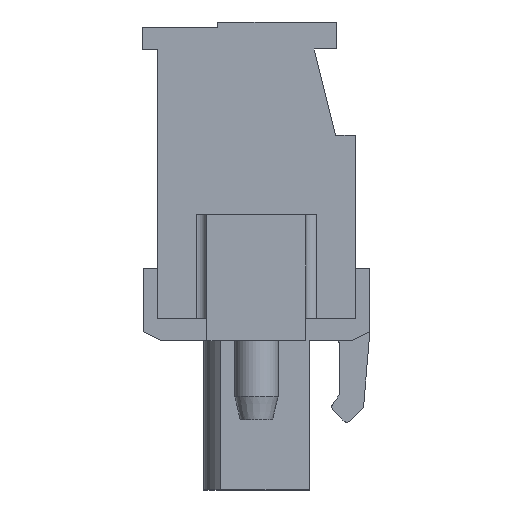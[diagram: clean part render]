
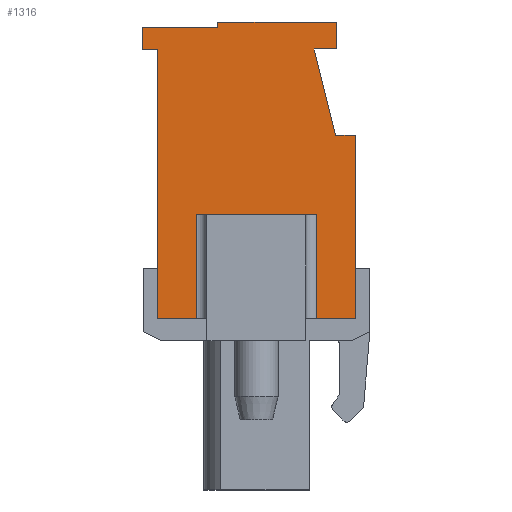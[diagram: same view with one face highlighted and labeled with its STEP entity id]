
A CAD part, left-side view. The second image highlights one B-rep face of the part: STEP entity #1316.
In plain terms, the highlighted planar face has unit normal (-1, 0, 0).
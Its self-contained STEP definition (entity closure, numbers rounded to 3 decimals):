
#1316 = ADVANCED_FACE( '', ( #3126 ), #3127, .T. );
#3126 = FACE_OUTER_BOUND( '', #5604, .T. );
#3127 = PLANE( '', #5605 );
#5604 = EDGE_LOOP( '', ( #8813, #8814, #8815, #8816, #8817, #8818, #8819, #8820, #8821, #8822, #8823, #8824, #8825, #8826, #8827, #8828 ) );
#5605 = AXIS2_PLACEMENT_3D( '', #8829, #8830, #8831 );
#8813 = ORIENTED_EDGE( '', *, *, #15863, .T. );
#8814 = ORIENTED_EDGE( '', *, *, #15815, .T. );
#8815 = ORIENTED_EDGE( '', *, *, #15770, .T. );
#8816 = ORIENTED_EDGE( '', *, *, #15864, .T. );
#8817 = ORIENTED_EDGE( '', *, *, #15865, .T. );
#8818 = ORIENTED_EDGE( '', *, *, #15866, .T. );
#8819 = ORIENTED_EDGE( '', *, *, #15867, .T. );
#8820 = ORIENTED_EDGE( '', *, *, #15868, .T. );
#8821 = ORIENTED_EDGE( '', *, *, #15869, .T. );
#8822 = ORIENTED_EDGE( '', *, *, #15870, .T. );
#8823 = ORIENTED_EDGE( '', *, *, #15871, .T. );
#8824 = ORIENTED_EDGE( '', *, *, #15872, .T. );
#8825 = ORIENTED_EDGE( '', *, *, #15873, .T. );
#8826 = ORIENTED_EDGE( '', *, *, #15874, .T. );
#8827 = ORIENTED_EDGE( '', *, *, #15875, .T. );
#8828 = ORIENTED_EDGE( '', *, *, #15876, .T. );
#8829 = CARTESIAN_POINT( '', ( -15., 0., 0. ) );
#8830 = DIRECTION( '', ( -1., 0., 0. ) );
#8831 = DIRECTION( '', ( 0., 0., 1. ) );
#15770 = EDGE_CURVE( '', #19197, #19198, #19199, .T. );
#15815 = EDGE_CURVE( '', #19276, #19197, #19279, .T. );
#15863 = EDGE_CURVE( '', #19360, #19276, #19361, .T. );
#15864 = EDGE_CURVE( '', #19198, #19362, #19363, .T. );
#15865 = EDGE_CURVE( '', #19362, #19364, #19365, .T. );
#15866 = EDGE_CURVE( '', #19364, #19366, #19367, .T. );
#15867 = EDGE_CURVE( '', #19366, #19368, #19369, .T. );
#15868 = EDGE_CURVE( '', #19368, #19370, #19371, .T. );
#15869 = EDGE_CURVE( '', #19370, #19372, #19373, .T. );
#15870 = EDGE_CURVE( '', #19372, #19374, #19375, .T. );
#15871 = EDGE_CURVE( '', #19374, #19376, #19377, .T. );
#15872 = EDGE_CURVE( '', #19376, #19378, #19379, .T. );
#15873 = EDGE_CURVE( '', #19378, #19380, #19381, .T. );
#15874 = EDGE_CURVE( '', #19380, #19382, #19383, .T. );
#15875 = EDGE_CURVE( '', #19382, #19384, #19385, .T. );
#15876 = EDGE_CURVE( '', #19384, #19360, #19386, .T. );
#19197 = VERTEX_POINT( '', #24052 );
#19198 = VERTEX_POINT( '', #24053 );
#19199 = LINE( '', #24054, #24055 );
#19276 = VERTEX_POINT( '', #24165 );
#19279 = LINE( '', #24169, #24170 );
#19360 = VERTEX_POINT( '', #24288 );
#19361 = LINE( '', #24289, #24290 );
#19362 = VERTEX_POINT( '', #24291 );
#19363 = LINE( '', #24292, #24293 );
#19364 = VERTEX_POINT( '', #24294 );
#19365 = LINE( '', #24295, #24296 );
#19366 = VERTEX_POINT( '', #24297 );
#19367 = LINE( '', #24298, #24299 );
#19368 = VERTEX_POINT( '', #24300 );
#19369 = LINE( '', #24301, #24302 );
#19370 = VERTEX_POINT( '', #24303 );
#19371 = LINE( '', #24304, #24305 );
#19372 = VERTEX_POINT( '', #24306 );
#19373 = LINE( '', #24307, #24308 );
#19374 = VERTEX_POINT( '', #24309 );
#19375 = LINE( '', #24310, #24311 );
#19376 = VERTEX_POINT( '', #24312 );
#19377 = LINE( '', #24313, #24314 );
#19378 = VERTEX_POINT( '', #24315 );
#19379 = LINE( '', #24316, #24317 );
#19380 = VERTEX_POINT( '', #24318 );
#19381 = LINE( '', #24319, #24320 );
#19382 = VERTEX_POINT( '', #24321 );
#19383 = LINE( '', #24322, #24323 );
#19384 = VERTEX_POINT( '', #24324 );
#19385 = LINE( '', #24325, #24326 );
#19386 = LINE( '', #24327, #24328 );
#24052 = CARTESIAN_POINT( '', ( -15., 3.35, -1.675 ) );
#24053 = CARTESIAN_POINT( '', ( -15., -3.35, -1.675 ) );
#24054 = CARTESIAN_POINT( '', ( -15., 2.75, -1.675 ) );
#24055 = VECTOR( '', #29479, 1000. );
#24165 = CARTESIAN_POINT( '', ( -15., 3.35, -7.475 ) );
#24169 = CARTESIAN_POINT( '', ( -15., 3.35, -1.675 ) );
#24170 = VECTOR( '', #29526, 1000. );
#24288 = CARTESIAN_POINT( '', ( -15., 5.5, -7.475 ) );
#24289 = CARTESIAN_POINT( '', ( -15., 5.5, -7.475 ) );
#24290 = VECTOR( '', #29564, 1000. );
#24291 = CARTESIAN_POINT( '', ( -15., -3.35, -7.475 ) );
#24292 = CARTESIAN_POINT( '', ( -15., -3.35, -7.475 ) );
#24293 = VECTOR( '', #29565, 1000. );
#24294 = CARTESIAN_POINT( '', ( -15., -5.5, -7.475 ) );
#24295 = CARTESIAN_POINT( '', ( -15., 5.5, -7.475 ) );
#24296 = VECTOR( '', #29566, 1000. );
#24297 = CARTESIAN_POINT( '', ( -15., -5.5, 2.725 ) );
#24298 = CARTESIAN_POINT( '', ( -15., -5.5, -7.475 ) );
#24299 = VECTOR( '', #29567, 1000. );
#24300 = CARTESIAN_POINT( '', ( -15., -4.4, 2.725 ) );
#24301 = CARTESIAN_POINT( '', ( -15., -5.5, 2.725 ) );
#24302 = VECTOR( '', #29568, 1000. );
#24303 = CARTESIAN_POINT( '', ( -15., -3.2, 7.525 ) );
#24304 = CARTESIAN_POINT( '', ( -15., -4.4, 2.725 ) );
#24305 = VECTOR( '', #29569, 1000. );
#24306 = CARTESIAN_POINT( '', ( -15., -4.45, 7.525 ) );
#24307 = CARTESIAN_POINT( '', ( -15., -3.2, 7.525 ) );
#24308 = VECTOR( '', #29570, 1000. );
#24309 = CARTESIAN_POINT( '', ( -15., -4.45, 9.025 ) );
#24310 = CARTESIAN_POINT( '', ( -15., -4.45, 7.525 ) );
#24311 = VECTOR( '', #29571, 1000. );
#24312 = CARTESIAN_POINT( '', ( -15., 2.15, 9.025 ) );
#24313 = CARTESIAN_POINT( '', ( -15., -4.45, 9.025 ) );
#24314 = VECTOR( '', #29572, 1000. );
#24315 = CARTESIAN_POINT( '', ( -15., 2.15, 8.725 ) );
#24316 = CARTESIAN_POINT( '', ( -15., 2.15, 9.025 ) );
#24317 = VECTOR( '', #29573, 1000. );
#24318 = CARTESIAN_POINT( '', ( -15., 6.35, 8.725 ) );
#24319 = CARTESIAN_POINT( '', ( -15., 2.15, 8.725 ) );
#24320 = VECTOR( '', #29574, 1000. );
#24321 = CARTESIAN_POINT( '', ( -15., 6.35, 7.475 ) );
#24322 = CARTESIAN_POINT( '', ( -15., 6.35, 8.725 ) );
#24323 = VECTOR( '', #29575, 1000. );
#24324 = CARTESIAN_POINT( '', ( -15., 5.5, 7.475 ) );
#24325 = CARTESIAN_POINT( '', ( -15., 6.35, 7.475 ) );
#24326 = VECTOR( '', #29576, 1000. );
#24327 = CARTESIAN_POINT( '', ( -15., 5.5, 7.475 ) );
#24328 = VECTOR( '', #29577, 1000. );
#29479 = DIRECTION( '', ( 0., -1., 0. ) );
#29526 = DIRECTION( '', ( 0., 0., 1. ) );
#29564 = DIRECTION( '', ( 0., -1., 0. ) );
#29565 = DIRECTION( '', ( 0., 0., -1. ) );
#29566 = DIRECTION( '', ( 0., -1., 0. ) );
#29567 = DIRECTION( '', ( 0., 0., 1. ) );
#29568 = DIRECTION( '', ( 0., 1., 0. ) );
#29569 = DIRECTION( '', ( 0., 0.243, 0.97 ) );
#29570 = DIRECTION( '', ( 0., -1., 0. ) );
#29571 = DIRECTION( '', ( 0., 0., 1. ) );
#29572 = DIRECTION( '', ( 0., 1., 0. ) );
#29573 = DIRECTION( '', ( 0., 0., -1. ) );
#29574 = DIRECTION( '', ( 0., 1., 0. ) );
#29575 = DIRECTION( '', ( 0., 0., -1. ) );
#29576 = DIRECTION( '', ( 0., -1., 0. ) );
#29577 = DIRECTION( '', ( 0., 0., -1. ) );
